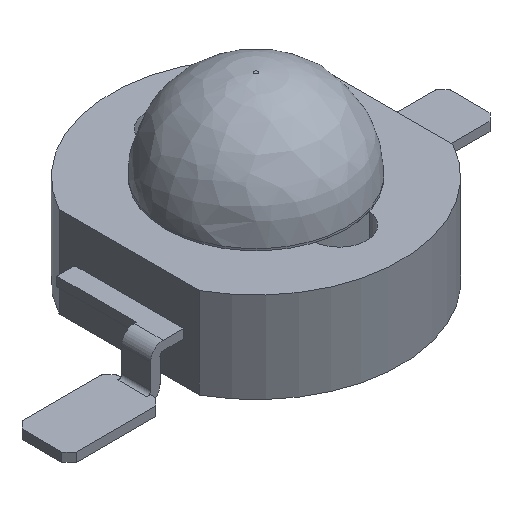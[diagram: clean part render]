
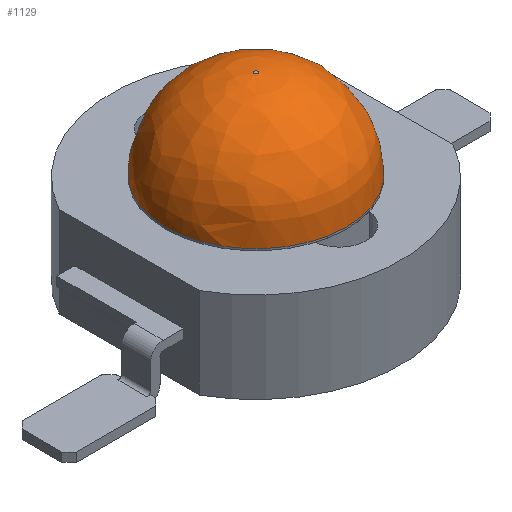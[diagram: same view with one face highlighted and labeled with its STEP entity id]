
A CAD part, isometric view. The second image highlights one B-rep face of the part: STEP entity #1129.
In plain terms, the highlighted free-form (B-spline) face has degree [2, 2] with [3, 9] control points.
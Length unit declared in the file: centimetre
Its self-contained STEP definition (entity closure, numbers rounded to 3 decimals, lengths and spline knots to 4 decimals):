
#14=(
BOUNDED_CURVE()
B_SPLINE_CURVE(2,(#1720,#1721,#1722),.UNSPECIFIED.,.F.,.F.)
B_SPLINE_CURVE_WITH_KNOTS((3,3),(-1.5708,0.),.UNSPECIFIED.)
CURVE()
GEOMETRIC_REPRESENTATION_ITEM()
RATIONAL_B_SPLINE_CURVE((1.,0.707,1.))
REPRESENTATION_ITEM($)
);
#15=(
BOUNDED_SURFACE()
B_SPLINE_SURFACE(2,2,((#1689,#1690,#1691,#1692,#1693,#1694,#1695,#1696,
#1697),(#1698,#1699,#1700,#1701,#1702,#1703,#1704,#1705,#1706),(#1707,#1708,
#1709,#1710,#1711,#1712,#1713,#1714,#1715)),.UNSPECIFIED.,.F.,.T.,.F.)
B_SPLINE_SURFACE_WITH_KNOTS((3,3),(3,2,2,2,3),(0.,1.5708),(-3.1416,
-1.5708,0.,1.5708,3.1416),.UNSPECIFIED.)
GEOMETRIC_REPRESENTATION_ITEM()
RATIONAL_B_SPLINE_SURFACE(((1.,0.707,1.,0.707,1.,
0.707,1.,0.707,1.),(0.707,0.5,0.707,
0.5,0.707,0.5,0.707,0.5,0.707),(1.,
0.707,1.,0.707,1.,0.707,1.,0.707,
1.)))
REPRESENTATION_ITEM($)
SURFACE()
);
#56=CIRCLE($,#1219,0.005);
#57=CIRCLE($,#1220,0.25);
#58=CIRCLE($,#1221,0.25);
#59=CIRCLE($,#1222,0.005);
#90=FACE_OUTER_BOUND($,#159,.T.);
#159=EDGE_LOOP($,(#787,#788,#789,#790,#791,#792));
#480=VERTEX_POINT($,#1716);
#481=VERTEX_POINT($,#1717);
#482=VERTEX_POINT($,#1719);
#483=VERTEX_POINT($,#1723);
#599=EDGE_CURVE($,#480,#481,#56,.T.);
#600=EDGE_CURVE($,#481,#482,#14,.T.);
#601=EDGE_CURVE($,#482,#483,#57,.T.);
#602=EDGE_CURVE($,#483,#482,#58,.T.);
#603=EDGE_CURVE($,#481,#480,#59,.T.);
#787=ORIENTED_EDGE($,*,*,#599,.T.);
#788=ORIENTED_EDGE($,*,*,#600,.T.);
#789=ORIENTED_EDGE($,*,*,#601,.T.);
#790=ORIENTED_EDGE($,*,*,#602,.T.);
#791=ORIENTED_EDGE($,*,*,#600,.F.);
#792=ORIENTED_EDGE($,*,*,#603,.T.);
#1129=ADVANCED_FACE($,(#90),#15,.F.);
#1219=AXIS2_PLACEMENT_3D($,#1718,#1362,#1363);
#1220=AXIS2_PLACEMENT_3D($,#1724,#1364,#1365);
#1221=AXIS2_PLACEMENT_3D($,#1725,#1366,#1367);
#1222=AXIS2_PLACEMENT_3D($,#1726,#1368,#1369);
#1362=DIRECTION('center_axis',(0.,0.,-1.));
#1363=DIRECTION('ref_axis',(-1.,0.,0.));
#1364=DIRECTION('center_axis',(0.,0.,1.));
#1365=DIRECTION('ref_axis',(-1.,0.,0.));
#1366=DIRECTION('center_axis',(0.,0.,1.));
#1367=DIRECTION('ref_axis',(-1.,0.,0.));
#1368=DIRECTION('center_axis',(0.,0.,-1.));
#1369=DIRECTION('ref_axis',(-1.,0.,0.));
#1689=CARTESIAN_POINT('Ctrl Pts',(-0.25,0.,0.255));
#1690=CARTESIAN_POINT('Ctrl Pts',(-0.25,-0.25,0.255));
#1691=CARTESIAN_POINT('Ctrl Pts',(0.,-0.25,0.255));
#1692=CARTESIAN_POINT('Ctrl Pts',(0.25,-0.25,0.255));
#1693=CARTESIAN_POINT('Ctrl Pts',(0.25,0.,0.255));
#1694=CARTESIAN_POINT('Ctrl Pts',(0.25,0.25,0.255));
#1695=CARTESIAN_POINT('Ctrl Pts',(0.,0.25,0.255));
#1696=CARTESIAN_POINT('Ctrl Pts',(-0.25,0.25,0.255));
#1697=CARTESIAN_POINT('Ctrl Pts',(-0.25,0.,0.255));
#1698=CARTESIAN_POINT('Ctrl Pts',(-0.25,0.,0.5));
#1699=CARTESIAN_POINT('Ctrl Pts',(-0.25,-0.25,0.5));
#1700=CARTESIAN_POINT('Ctrl Pts',(0.,-0.25,0.5));
#1701=CARTESIAN_POINT('Ctrl Pts',(0.25,-0.25,0.5));
#1702=CARTESIAN_POINT('Ctrl Pts',(0.25,0.,0.5));
#1703=CARTESIAN_POINT('Ctrl Pts',(0.25,0.25,0.5));
#1704=CARTESIAN_POINT('Ctrl Pts',(0.,0.25,0.5));
#1705=CARTESIAN_POINT('Ctrl Pts',(-0.25,0.25,0.5));
#1706=CARTESIAN_POINT('Ctrl Pts',(-0.25,0.,0.5));
#1707=CARTESIAN_POINT('Ctrl Pts',(-0.005,0.,0.5));
#1708=CARTESIAN_POINT('Ctrl Pts',(-0.005,-0.005,
0.5));
#1709=CARTESIAN_POINT('Ctrl Pts',(0.,-0.005,
0.5));
#1710=CARTESIAN_POINT('Ctrl Pts',(0.005,-0.005,
0.5));
#1711=CARTESIAN_POINT('Ctrl Pts',(0.005,0.,0.5));
#1712=CARTESIAN_POINT('Ctrl Pts',(0.005,0.005,
0.5));
#1713=CARTESIAN_POINT('Ctrl Pts',(0.,0.005,
0.5));
#1714=CARTESIAN_POINT('Ctrl Pts',(-0.005,0.005,
0.5));
#1715=CARTESIAN_POINT('Ctrl Pts',(-0.005,0.,0.5));
#1716=CARTESIAN_POINT('',(0.005,0.,0.5));
#1717=CARTESIAN_POINT('',(-0.005,0.,0.5));
#1718=CARTESIAN_POINT('Origin',(0.,0.,0.5));
#1719=CARTESIAN_POINT('',(-0.25,0.,0.255));
#1720=CARTESIAN_POINT('Ctrl Pts',(-0.005,0.,0.5));
#1721=CARTESIAN_POINT('Ctrl Pts',(-0.25,0.,0.5));
#1722=CARTESIAN_POINT('Ctrl Pts',(-0.25,0.,0.255));
#1723=CARTESIAN_POINT('',(0.25,0.,0.255));
#1724=CARTESIAN_POINT('Origin',(0.,0.,0.255));
#1725=CARTESIAN_POINT('Origin',(0.,0.,0.255));
#1726=CARTESIAN_POINT('Origin',(0.,0.,0.5));
